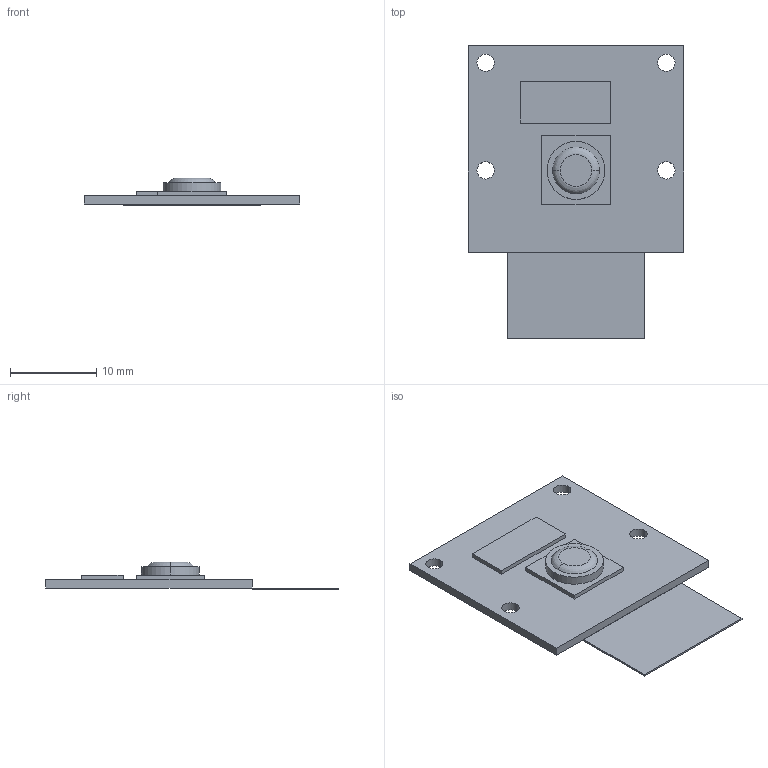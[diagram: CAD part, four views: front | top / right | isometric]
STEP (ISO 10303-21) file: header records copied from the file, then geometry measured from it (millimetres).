
FILE_DESCRIPTION (( 'STEP AP203' ), '1' );
FILE_NAME ('rasberrypi_v2_camera.STEP', '2021-02-15T11:36:26', ( '' ), ( '' ), 'SwSTEP 2.0', 'SolidWorks 2020', '' );
FILE_SCHEMA (( 'CONFIG_CONTROL_DESIGN' ));
Length unit declared in the file: millimetre
Products named in the file (1): rasberrypi_v2_camera
Bounding box: 25 x 34 x 3.2 mm (x, y, z)
Volume: 718.2 mm3; surface area: 1697 mm2
Topology: 2 solids, 3 shells, 40 faces, 90 edges, 60 vertices
Faces by surface type: plane 26, cylinder 12, torus 2
Entity records: 1213 total; most frequent: DIRECTION 202, CARTESIAN_POINT 191, ORIENTED_EDGE 180, EDGE_CURVE 90, AXIS2_PLACEMENT_3D 71, LINE 60, VECTOR 60, VERTEX_POINT 60
